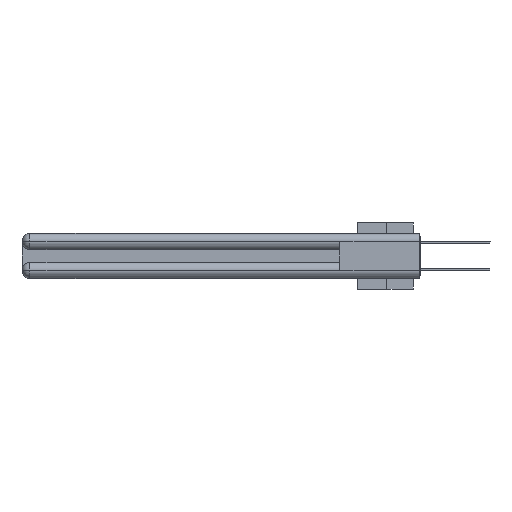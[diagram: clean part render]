
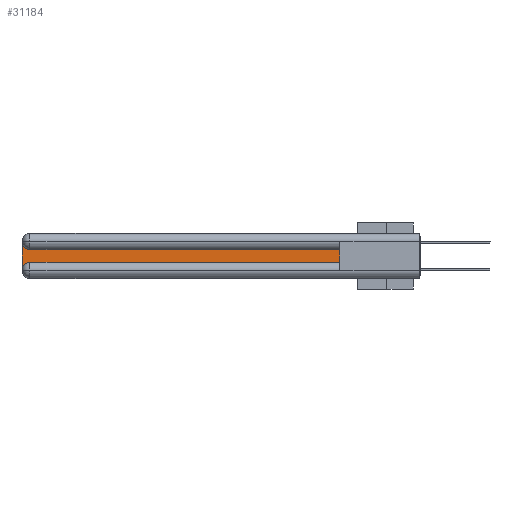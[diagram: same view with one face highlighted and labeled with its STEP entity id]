
A CAD part, left-side view. The second image highlights one B-rep face of the part: STEP entity #31184.
In plain terms, the highlighted planar face has unit normal (-1, 0, 0).
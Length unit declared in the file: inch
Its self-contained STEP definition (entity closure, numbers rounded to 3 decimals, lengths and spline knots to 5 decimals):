
#655 = DIRECTION ( 'NONE',  ( 0., 0., -1. ) ) ;
#1780 = ORIENTED_EDGE ( 'NONE', *, *, #23482, .T. ) ;
#2548 = VECTOR ( 'NONE', #28965, 39.37008 ) ;
#3709 = CARTESIAN_POINT ( 'NONE',  ( 0.075, 0.6, -0.2175 ) ) ;
#4011 = VERTEX_POINT ( 'NONE', #10602 ) ;
#4019 = CARTESIAN_POINT ( 'NONE',  ( 0.075, 2.94, -0.1225 ) ) ;
#5205 = LINE ( 'NONE', #7595, #30390 ) ;
#5977 = ORIENTED_EDGE ( 'NONE', *, *, #11070, .T. ) ;
#6316 = EDGE_LOOP ( 'NONE', ( #15715, #28926, #31471, #1780, #16103, #5977 ) ) ;
#6728 = AXIS2_PLACEMENT_3D ( 'NONE', #30077, #29915, #655 ) ;
#7296 = EDGE_CURVE ( 'NONE', #10772, #14773, #19856, .T. ) ;
#7545 = VERTEX_POINT ( 'NONE', #12999 ) ;
#7595 = CARTESIAN_POINT ( 'NONE',  ( 0.075, 3., -0.2175 ) ) ;
#8120 = CARTESIAN_POINT ( 'NONE',  ( 0.075, 0.6, -0.2175 ) ) ;
#8361 = FACE_OUTER_BOUND ( 'NONE', #6316, .T. ) ;
#8532 = DIRECTION ( 'NONE',  ( 1., 0., 0. ) ) ;
#8553 = VERTEX_POINT ( 'NONE', #19869 ) ;
#9202 = DIRECTION ( 'NONE',  ( 0., -1., 0. ) ) ;
#10223 = EDGE_CURVE ( 'NONE', #4011, #10772, #10648, .T. ) ;
#10602 = CARTESIAN_POINT ( 'NONE',  ( 0.075, 0.6, -0.1225 ) ) ;
#10648 = LINE ( 'NONE', #15628, #21089 ) ;
#10772 = VERTEX_POINT ( 'NONE', #4019 ) ;
#11070 = EDGE_CURVE ( 'NONE', #7545, #4011, #23184, .T. ) ;
#12736 = AXIS2_PLACEMENT_3D ( 'NONE', #32692, #21943, #32358 ) ;
#12999 = CARTESIAN_POINT ( 'NONE',  ( 0.075, 0.6, -0.2175 ) ) ;
#13169 = CARTESIAN_POINT ( 'NONE',  ( 0.075, 3., -0.1225 ) ) ;
#14773 = VERTEX_POINT ( 'NONE', #32693 ) ;
#15628 = CARTESIAN_POINT ( 'NONE',  ( 0.075, 0.6, -0.1225 ) ) ;
#15715 = ORIENTED_EDGE ( 'NONE', *, *, #10223, .T. ) ;
#16103 = ORIENTED_EDGE ( 'NONE', *, *, #32604, .T. ) ;
#16480 = CARTESIAN_POINT ( 'NONE',  ( 0.075, 3., -0.2775 ) ) ;
#18626 = AXIS2_PLACEMENT_3D ( 'NONE', #13169, #8532, #18824 ) ;
#18824 = DIRECTION ( 'NONE',  ( 0., 0., -1. ) ) ;
#19283 = CIRCLE ( 'NONE', #12736, 0.06 ) ;
#19856 = CIRCLE ( 'NONE', #6728, 0.06 ) ;
#19869 = CARTESIAN_POINT ( 'NONE',  ( 0.075, 2.94, -0.2175 ) ) ;
#21083 = DIRECTION ( 'NONE',  ( 0., 1., 0. ) ) ;
#21089 = VECTOR ( 'NONE', #21083, 39.37008 ) ;
#21943 = DIRECTION ( 'NONE',  ( 1., 0., 0. ) ) ;
#23184 = LINE ( 'NONE', #8120, #2548 ) ;
#23482 = EDGE_CURVE ( 'NONE', #29270, #8553, #19283, .T. ) ;
#23566 = VECTOR ( 'NONE', #9202, 39.37008 ) ;
#23741 = PLANE ( 'NONE',  #18626 ) ;
#27304 = LINE ( 'NONE', #3709, #23566 ) ;
#28926 = ORIENTED_EDGE ( 'NONE', *, *, #7296, .T. ) ;
#28965 = DIRECTION ( 'NONE',  ( 0., 0., 1. ) ) ;
#29045 = EDGE_CURVE ( 'NONE', #14773, #29270, #5205, .T. ) ;
#29270 = VERTEX_POINT ( 'NONE', #16480 ) ;
#29915 = DIRECTION ( 'NONE',  ( 1., 0., 0. ) ) ;
#30077 = CARTESIAN_POINT ( 'NONE',  ( 0.075, 2.94, -0.0625 ) ) ;
#30390 = VECTOR ( 'NONE', #30837, 39.37008 ) ;
#30837 = DIRECTION ( 'NONE',  ( 0., 0., -1. ) ) ;
#31184 = ADVANCED_FACE ( 'NONE', ( #8361 ), #23741, .F. ) ;
#31471 = ORIENTED_EDGE ( 'NONE', *, *, #29045, .T. ) ;
#32358 = DIRECTION ( 'NONE',  ( 0., 0., -1. ) ) ;
#32604 = EDGE_CURVE ( 'NONE', #8553, #7545, #27304, .T. ) ;
#32692 = CARTESIAN_POINT ( 'NONE',  ( 0.075, 2.94, -0.2775 ) ) ;
#32693 = CARTESIAN_POINT ( 'NONE',  ( 0.075, 3., -0.0625 ) ) ;
